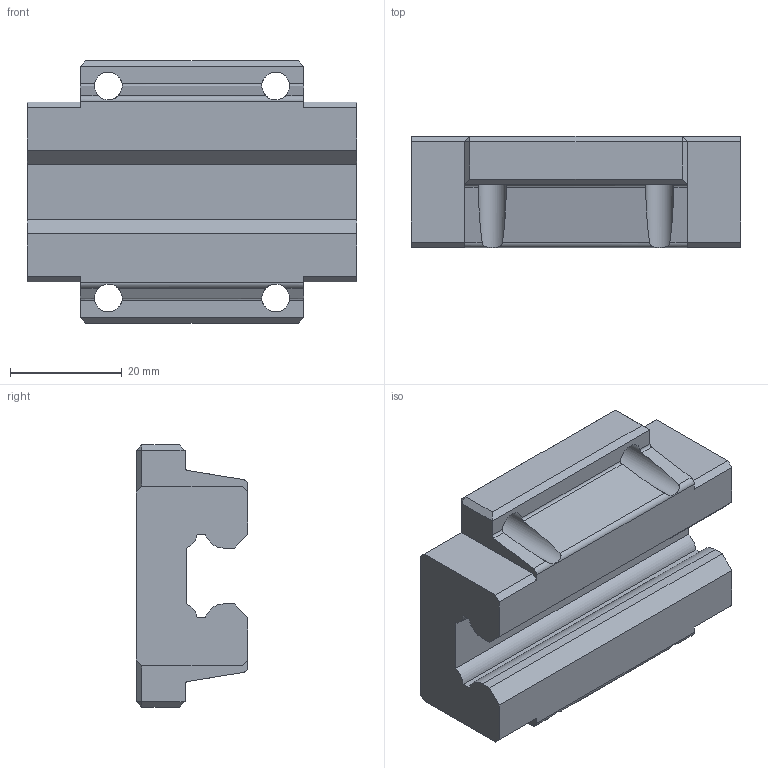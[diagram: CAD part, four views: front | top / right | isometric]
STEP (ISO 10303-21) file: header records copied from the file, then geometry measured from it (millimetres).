
FILE_DESCRIPTION(/* description */ (''),/* implementation_level */ '2;1');
FILE_NAME(/* name */ '1866 Slide Rail Platform.step',/* time_stamp */ '2018-07-07T16:46:42-04:00',/* author */ ('taylor.stein'),/* organization */ (''),/* preprocessor_version */ 'ST-DEVELOPER v17',/* originating_system */ 'Autodesk Translation Framework v7.1.0.215',/* authorisation */ '');
FILE_SCHEMA (('AUTOMOTIVE_DESIGN { 1 0 10303 214 3 1 1 }'));
Length unit declared in the file: millimetre
Products named in the file (1): Slide Rail Platform
Bounding box: 59 x 20 x 47 mm (x, y, z)
Volume: 35991.9 mm3; surface area: 10323.3 mm2
Topology: 1 solids, 1 shells, 88 faces, 234 edges, 144 vertices
Faces by surface type: plane 72, cylinder 16
Full cylindrical faces by diameter (mm): 5 x4
Entity records: 2884 total; most frequent: CARTESIAN_POINT 651, ORIENTED_EDGE 468, DIRECTION 428, EDGE_CURVE 234, LINE 186, VECTOR 186, VERTEX_POINT 144, AXIS2_PLACEMENT_3D 121
